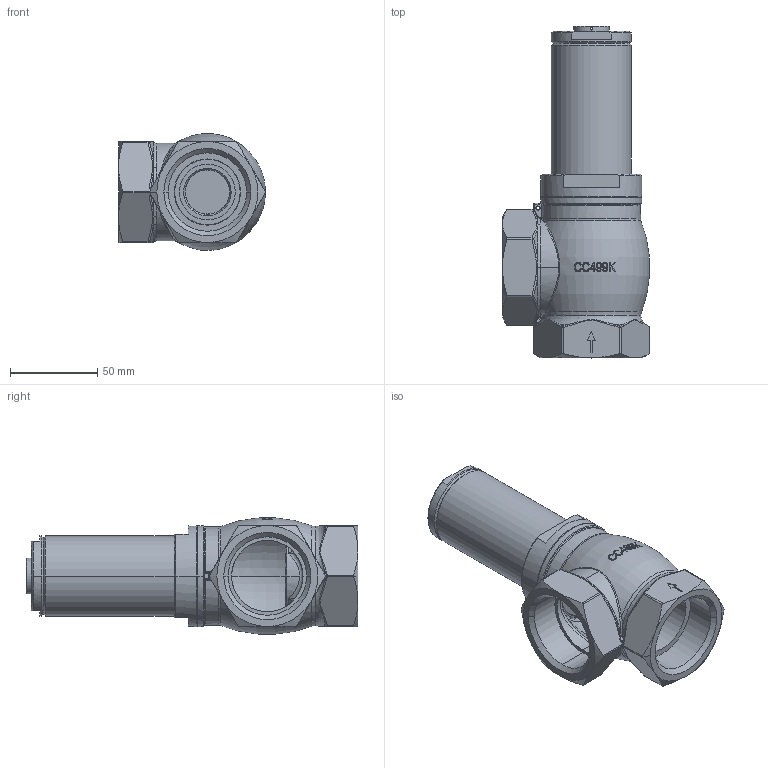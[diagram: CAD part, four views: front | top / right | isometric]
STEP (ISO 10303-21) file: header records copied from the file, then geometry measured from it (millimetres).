
FILE_DESCRIPTION (( 'STEP AP203' ), '1' );
FILE_NAME ('617 1 1-2 Dummy.STEP', '2010-11-02T08:28:31', ( 'Blankenhorn' ), ( 'Götze' ), 'SwSTEP 2.0', 'SolidWorks 2010', '' );
FILE_SCHEMA (( 'CONFIG_CONTROL_DESIGN' ));
Length unit declared in the file: millimetre
Products named in the file (1): 617 1 1-2 Dummy
Bounding box: 84.35 x 190.5 x 66.95 mm (x, y, z)
Volume: 228897.1 mm3; surface area: 83710.1 mm2
Topology: 4 solids, 4 shells, 526 faces, 1289 edges, 790 vertices
Faces by surface type: bspline 157, plane 146, cylinder 90, cone 74, torus 47, sphere 12
Entity records: 22727 total; most frequent: CARTESIAN_POINT 11508, ORIENTED_EDGE 2562, DIRECTION 1969, EDGE_CURVE 1281, AXIS2_PLACEMENT_3D 797, VERTEX_POINT 790, EDGE_LOOP 567, FACE_OUTER_BOUND 526
